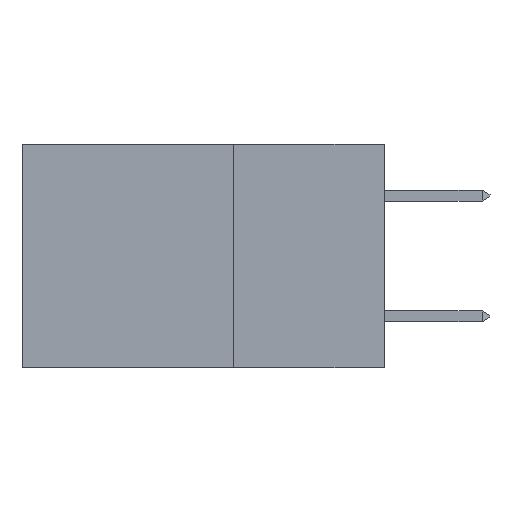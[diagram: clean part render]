
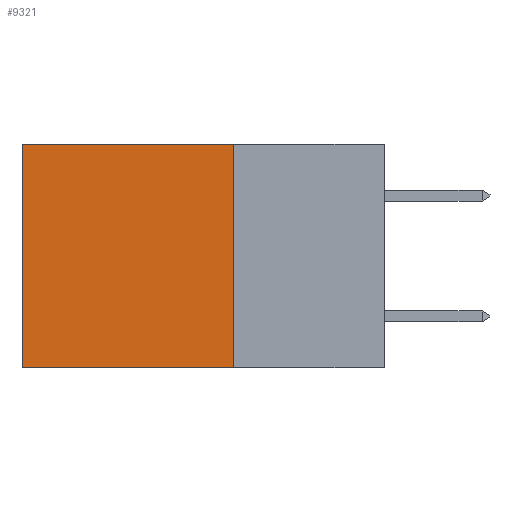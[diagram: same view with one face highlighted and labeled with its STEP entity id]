
A CAD part, left-side view. The second image highlights one B-rep face of the part: STEP entity #9321.
In plain terms, the highlighted planar face has unit normal (-1, 0, 0).
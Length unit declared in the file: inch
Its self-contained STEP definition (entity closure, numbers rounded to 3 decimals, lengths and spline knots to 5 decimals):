
#1525 = ORIENTED_EDGE ( 'NONE', *, *, #7597, .F. ) ;
#1666 = EDGE_CURVE ( 'NONE', #15030, #14176, #7841, .T. ) ;
#2600 = ORIENTED_EDGE ( 'NONE', *, *, #3764, .T. ) ;
#3764 = EDGE_CURVE ( 'NONE', #14176, #10462, #3879, .T. ) ;
#3803 = CARTESIAN_POINT ( 'NONE',  ( 0.2875, 0.25, 0. ) ) ;
#3833 = CARTESIAN_POINT ( 'NONE',  ( 0.2875, 0.6, -0.37 ) ) ;
#3879 = LINE ( 'NONE', #11805, #6705 ) ;
#4064 = DIRECTION ( 'NONE',  ( 0., 0., -1. ) ) ;
#4214 = PLANE ( 'NONE',  #5499 ) ;
#5390 = CARTESIAN_POINT ( 'NONE',  ( 0.2875, 0.25, 0. ) ) ;
#5499 = AXIS2_PLACEMENT_3D ( 'NONE', #5390, #11185, #4064 ) ;
#6209 = CARTESIAN_POINT ( 'NONE',  ( 0.2875, 0.25, 0. ) ) ;
#6705 = VECTOR ( 'NONE', #14262, 39.37008 ) ;
#7086 = DIRECTION ( 'NONE',  ( 0., 1., 0. ) ) ;
#7597 = EDGE_CURVE ( 'NONE', #15030, #9249, #12148, .T. ) ;
#7841 = LINE ( 'NONE', #13006, #14563 ) ;
#7970 = CARTESIAN_POINT ( 'NONE',  ( 0.2875, 0.6, 0. ) ) ;
#8985 = VECTOR ( 'NONE', #14419, 39.37008 ) ;
#9249 = VERTEX_POINT ( 'NONE', #13285 ) ;
#9321 = ADVANCED_FACE ( 'NONE', ( #14019 ), #4214, .F. ) ;
#9594 = VECTOR ( 'NONE', #13296, 39.37008 ) ;
#9673 = CARTESIAN_POINT ( 'NONE',  ( 0.2875, 0.25, -0.37 ) ) ;
#10462 = VERTEX_POINT ( 'NONE', #3833 ) ;
#11185 = DIRECTION ( 'NONE',  ( 1., 0., 0. ) ) ;
#11805 = CARTESIAN_POINT ( 'NONE',  ( 0.2875, 0.6, 0. ) ) ;
#11903 = ORIENTED_EDGE ( 'NONE', *, *, #13317, .F. ) ;
#12148 = LINE ( 'NONE', #3803, #8985 ) ;
#12178 = ORIENTED_EDGE ( 'NONE', *, *, #1666, .T. ) ;
#12750 = EDGE_LOOP ( 'NONE', ( #2600, #11903, #1525, #12178 ) ) ;
#13006 = CARTESIAN_POINT ( 'NONE',  ( 0.2875, 0.25, 0. ) ) ;
#13285 = CARTESIAN_POINT ( 'NONE',  ( 0.2875, 0.25, -0.37 ) ) ;
#13296 = DIRECTION ( 'NONE',  ( 0., 1., 0. ) ) ;
#13317 = EDGE_CURVE ( 'NONE', #9249, #10462, #13531, .T. ) ;
#13531 = LINE ( 'NONE', #9673, #9594 ) ;
#14019 = FACE_OUTER_BOUND ( 'NONE', #12750, .T. ) ;
#14176 = VERTEX_POINT ( 'NONE', #7970 ) ;
#14262 = DIRECTION ( 'NONE',  ( 0., 0., -1. ) ) ;
#14419 = DIRECTION ( 'NONE',  ( 0., 0., -1. ) ) ;
#14563 = VECTOR ( 'NONE', #7086, 39.37008 ) ;
#15030 = VERTEX_POINT ( 'NONE', #6209 ) ;
